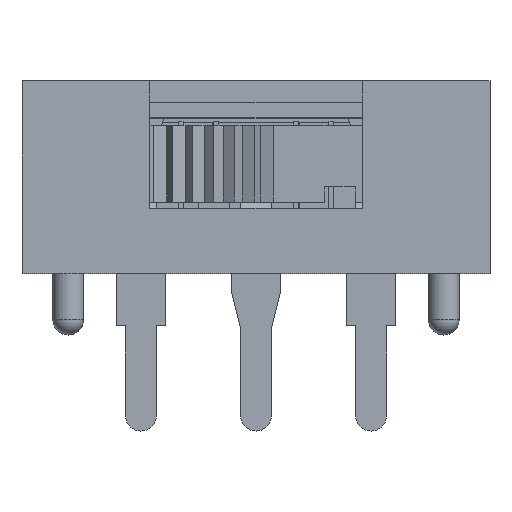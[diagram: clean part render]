
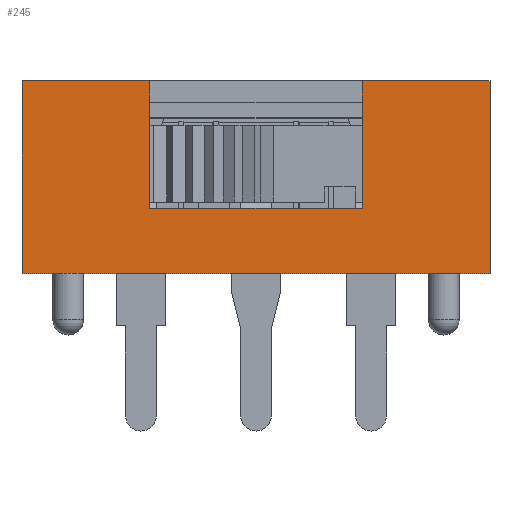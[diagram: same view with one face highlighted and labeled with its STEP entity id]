
A CAD part, top view. The second image highlights one B-rep face of the part: STEP entity #245.
In plain terms, the highlighted planar face has unit normal (0, 0, 1).
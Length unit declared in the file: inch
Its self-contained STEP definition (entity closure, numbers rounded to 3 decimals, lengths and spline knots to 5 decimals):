
#245 = ADVANCED_FACE( '', ( #636 ), #637, .T. );
#636 = FACE_OUTER_BOUND( '', #1161, .T. );
#637 = PLANE( '', #1162 );
#1161 = EDGE_LOOP( '', ( #2539, #2540, #2541, #2542, #2543, #2544, #2545, #2546 ) );
#1162 = AXIS2_PLACEMENT_3D( '', #2547, #2548, #2549 );
#2539 = ORIENTED_EDGE( '', *, *, #3868, .F. );
#2540 = ORIENTED_EDGE( '', *, *, #4089, .T. );
#2541 = ORIENTED_EDGE( '', *, *, #4196, .T. );
#2542 = ORIENTED_EDGE( '', *, *, #3765, .F. );
#2543 = ORIENTED_EDGE( '', *, *, #3866, .F. );
#2544 = ORIENTED_EDGE( '', *, *, #3939, .T. );
#2545 = ORIENTED_EDGE( '', *, *, #4197, .F. );
#2546 = ORIENTED_EDGE( '', *, *, #3716, .F. );
#2547 = CARTESIAN_POINT( '', ( -0.38, 0.3, 0.2 ) );
#2548 = DIRECTION( '', ( 0., 0., 1. ) );
#2549 = DIRECTION( '', ( 1., 0., 0. ) );
#3716 = EDGE_CURVE( '', #4506, #4508, #4509, .T. );
#3765 = EDGE_CURVE( '', #4601, #4596, #4603, .T. );
#3866 = EDGE_CURVE( '', #4789, #4601, #4791, .T. );
#3868 = EDGE_CURVE( '', #4792, #4506, #4794, .T. );
#3939 = EDGE_CURVE( '', #4789, #4914, #4916, .T. );
#4089 = EDGE_CURVE( '', #4792, #5175, #5177, .T. );
#4196 = EDGE_CURVE( '', #5175, #4596, #5341, .T. );
#4197 = EDGE_CURVE( '', #4508, #4914, #5342, .T. );
#4506 = VERTEX_POINT( '', #5777 );
#4508 = VERTEX_POINT( '', #5780 );
#4509 = LINE( '', #5781, #5782 );
#4596 = VERTEX_POINT( '', #5909 );
#4601 = VERTEX_POINT( '', #5916 );
#4603 = LINE( '', #5919, #5920 );
#4789 = VERTEX_POINT( '', #6198 );
#4791 = LINE( '', #6201, #6202 );
#4792 = VERTEX_POINT( '', #6203 );
#4794 = LINE( '', #6206, #6207 );
#4914 = VERTEX_POINT( '', #6393 );
#4916 = LINE( '', #6396, #6397 );
#5175 = VERTEX_POINT( '', #6802 );
#5177 = LINE( '', #6805, #6806 );
#5341 = LINE( '', #7066, #7067 );
#5342 = LINE( '', #7068, #7069 );
#5777 = CARTESIAN_POINT( '', ( -0.1725, 0.3, 0.2 ) );
#5780 = CARTESIAN_POINT( '', ( -0.1725, 0.093, 0.2 ) );
#5781 = CARTESIAN_POINT( '', ( -0.1725, 0.3, 0.2 ) );
#5782 = VECTOR( '', #7556, 39.37008 );
#5909 = CARTESIAN_POINT( '', ( 0.38, -0.012, 0.2 ) );
#5916 = CARTESIAN_POINT( '', ( 0.38, 0.3, 0.2 ) );
#5919 = CARTESIAN_POINT( '', ( 0.38, 0.3, 0.2 ) );
#5920 = VECTOR( '', #7615, 39.37008 );
#6198 = CARTESIAN_POINT( '', ( 0.1725, 0.3, 0.2 ) );
#6201 = CARTESIAN_POINT( '', ( 0.1725, 0.3, 0.2 ) );
#6202 = VECTOR( '', #7730, 39.37008 );
#6203 = CARTESIAN_POINT( '', ( -0.38, 0.3, 0.2 ) );
#6206 = CARTESIAN_POINT( '', ( -0.38, 0.3, 0.2 ) );
#6207 = VECTOR( '', #7732, 39.37008 );
#6393 = CARTESIAN_POINT( '', ( 0.1725, 0.093, 0.2 ) );
#6396 = CARTESIAN_POINT( '', ( 0.1725, 0.3, 0.2 ) );
#6397 = VECTOR( '', #7809, 39.37008 );
#6802 = CARTESIAN_POINT( '', ( -0.38, -0.012, 0.2 ) );
#6805 = CARTESIAN_POINT( '', ( -0.38, 0.3, 0.2 ) );
#6806 = VECTOR( '', #7963, 39.37008 );
#7066 = CARTESIAN_POINT( '', ( -0.38, -0.012, 0.2 ) );
#7067 = VECTOR( '', #8090, 39.37008 );
#7068 = CARTESIAN_POINT( '', ( -0.1725, 0.093, 0.2 ) );
#7069 = VECTOR( '', #8091, 39.37008 );
#7556 = DIRECTION( '', ( 0., -1., 0. ) );
#7615 = DIRECTION( '', ( 0., -1., 0. ) );
#7730 = DIRECTION( '', ( 1., 0., 0. ) );
#7732 = DIRECTION( '', ( 1., 0., 0. ) );
#7809 = DIRECTION( '', ( 0., -1., 0. ) );
#7963 = DIRECTION( '', ( 0., -1., 0. ) );
#8090 = DIRECTION( '', ( 1., 0., 0. ) );
#8091 = DIRECTION( '', ( 1., 0., 0. ) );
